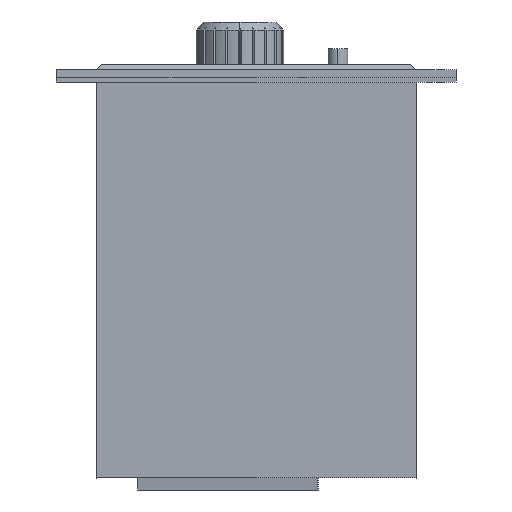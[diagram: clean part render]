
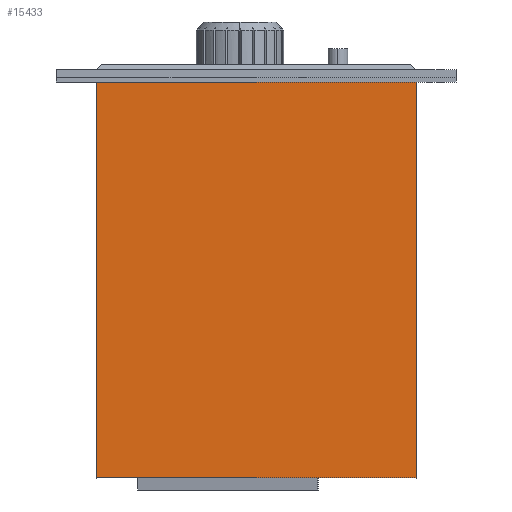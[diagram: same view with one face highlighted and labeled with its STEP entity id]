
A CAD part, left-side view. The second image highlights one B-rep face of the part: STEP entity #15433.
In plain terms, the highlighted planar face has unit normal (-1, 0, 0).
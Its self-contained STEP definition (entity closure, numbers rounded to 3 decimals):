
#8290 = CARTESIAN_POINT ( 'NONE',  ( -26., 40., 0. ) ) ;
#8566 = DIRECTION ( 'NONE',  ( 0., 0., 1. ) ) ;
#8567 = VECTOR ( 'NONE', #8566, 1000. ) ;
#8568 = CARTESIAN_POINT ( 'NONE',  ( -26., 40., -100. ) ) ;
#8569 = CARTESIAN_POINT ( 'NONE',  ( -26., 40., -100. ) ) ;
#8575 = LINE ( 'NONE', #8568, #8567 ) ;
#8698 = CARTESIAN_POINT ( 'NONE',  ( -26., -40., -100. ) ) ;
#9910 = DIRECTION ( 'NONE',  ( 0., 0., 1. ) ) ;
#9911 = DIRECTION ( 'NONE',  ( -1., 0., 0. ) ) ;
#9912 = CARTESIAN_POINT ( 'NONE',  ( -26., 40., -100. ) ) ;
#9917 = CARTESIAN_POINT ( 'NONE',  ( -26., -40., 0. ) ) ;
#9918 = PLANE ( 'NONE',  #9919 ) ;
#9919 = AXIS2_PLACEMENT_3D ( 'NONE', #9912, #9911, #9910 ) ;
#9920 = LINE ( 'NONE', #9949, #9948 ) ;
#9921 = LINE ( 'NONE', #9958, #9957 ) ;
#9934 = FACE_OUTER_BOUND ( 'NONE', #15231, .T. ) ;
#9945 = DIRECTION ( 'NONE',  ( 0., 0., 1. ) ) ;
#9946 = VECTOR ( 'NONE', #9945, 1000. ) ;
#9947 = DIRECTION ( 'NONE',  ( 0., -1., 0. ) ) ;
#9948 = VECTOR ( 'NONE', #9947, 1000. ) ;
#9949 = CARTESIAN_POINT ( 'NONE',  ( -26., 40., -100. ) ) ;
#9951 = CARTESIAN_POINT ( 'NONE',  ( -26., -40., -100. ) ) ;
#9952 = LINE ( 'NONE', #9951, #9946 ) ;
#9956 = DIRECTION ( 'NONE',  ( 0., -1., 0. ) ) ;
#9957 = VECTOR ( 'NONE', #9956, 1000. ) ;
#9958 = CARTESIAN_POINT ( 'NONE',  ( -26., 40., 0. ) ) ;
#15096 = VERTEX_POINT ( 'NONE', #8290 ) ;
#15191 = ORIENTED_EDGE ( 'NONE', *, *, #15437, .F. ) ;
#15231 = EDGE_LOOP ( 'NONE', ( #15191, #15435, #15441, #15449 ) ) ;
#15237 = VERTEX_POINT ( 'NONE', #8698 ) ;
#15238 = EDGE_CURVE ( 'NONE', #15239, #15096, #8575, .T. ) ;
#15239 = VERTEX_POINT ( 'NONE', #8569 ) ;
#15433 = ADVANCED_FACE ( 'NONE', ( #9934 ), #9918, .T. ) ;
#15434 = VERTEX_POINT ( 'NONE', #9917 ) ;
#15435 = ORIENTED_EDGE ( 'NONE', *, *, #15238, .F. ) ;
#15437 = EDGE_CURVE ( 'NONE', #15096, #15434, #9921, .T. ) ;
#15441 = ORIENTED_EDGE ( 'NONE', *, *, #15443, .T. ) ;
#15443 = EDGE_CURVE ( 'NONE', #15239, #15237, #9920, .T. ) ;
#15446 = EDGE_CURVE ( 'NONE', #15237, #15434, #9952, .T. ) ;
#15449 = ORIENTED_EDGE ( 'NONE', *, *, #15446, .T. ) ;
